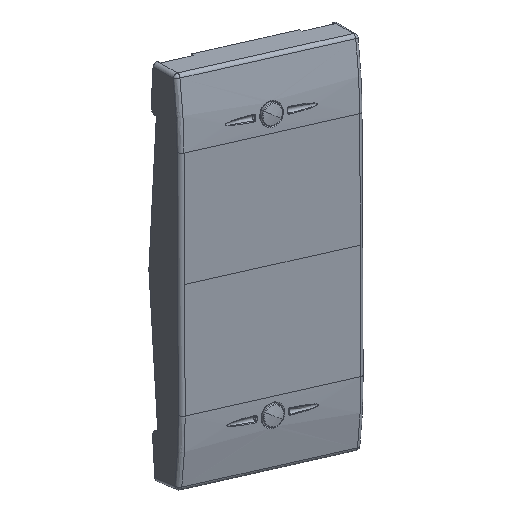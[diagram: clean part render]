
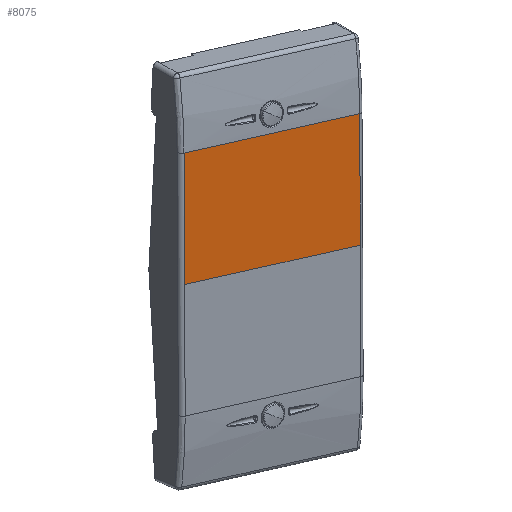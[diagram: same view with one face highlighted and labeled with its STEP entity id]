
A CAD part, top view. The second image highlights one B-rep face of the part: STEP entity #8075.
In plain terms, the highlighted face is planar.
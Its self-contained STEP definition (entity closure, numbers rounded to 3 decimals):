
#6244=CARTESIAN_POINT('Vertex',(-13.969,-10.53,8.875)) ;
#6251=CARTESIAN_POINT('Vertex',(0.,-10.53,8.875)) ;
#6254=CARTESIAN_POINT('Line Origine',(-0.249,-10.53,8.875)) ;
#7864=CARTESIAN_POINT('Vertex',(-13.969,10.53,8.875)) ;
#7867=CARTESIAN_POINT('Line Origine',(-0.249,10.53,8.875)) ;
#7871=CARTESIAN_POINT('Vertex',(0.,10.53,8.875)) ;
#8042=CARTESIAN_POINT('Axis2P3D Location',(-13.969,0.,8.875)) ;
#8047=CARTESIAN_POINT('Line Origine',(0.,0.,8.875)) ;
#8064=CARTESIAN_POINT('Line Origine',(-13.969,0.,8.875)) ;
#6255=DIRECTION('Vector Direction',(-1.,0.,0.)) ;
#7868=DIRECTION('Vector Direction',(-1.,0.,0.)) ;
#8043=DIRECTION('Axis2P3D Direction',(0.,0.,1.)) ;
#8044=DIRECTION('Axis2P3D XDirection',(1.,0.,0.)) ;
#8048=DIRECTION('Vector Direction',(0.,1.,0.)) ;
#8065=DIRECTION('Vector Direction',(0.,1.,0.)) ;
#8045=AXIS2_PLACEMENT_3D('Plane Axis2P3D',#8042,#8043,#8044) ;
#8070=ORIENTED_EDGE('',*,*,#7873,.T.) ;
#8071=ORIENTED_EDGE('',*,*,#8068,.F.) ;
#8072=ORIENTED_EDGE('',*,*,#6258,.T.) ;
#8073=ORIENTED_EDGE('',*,*,#8051,.T.) ;
#6256=VECTOR('Line Direction',#6255,1.) ;
#7869=VECTOR('Line Direction',#7868,1.) ;
#8049=VECTOR('Line Direction',#8048,1.) ;
#8066=VECTOR('Line Direction',#8065,1.) ;
#8075=ADVANCED_FACE('PartBody',(#8074),#8046,.T.) ;
#6258=EDGE_CURVE('',#6245,#6252,#6257,.F.) ;
#7873=EDGE_CURVE('',#7872,#7865,#7870,.T.) ;
#8051=EDGE_CURVE('',#6252,#7872,#8050,.T.) ;
#8068=EDGE_CURVE('',#6245,#7865,#8067,.T.) ;
#8069=EDGE_LOOP('',(#8070,#8071,#8072,#8073)) ;
#8074=FACE_OUTER_BOUND('',#8069,.T.) ;
#6257=LINE('Line',#6254,#6256) ;
#7870=LINE('Line',#7867,#7869) ;
#8050=LINE('Line',#8047,#8049) ;
#8067=LINE('Line',#8064,#8066) ;
#8046=PLANE('',#8045) ;
#6245=VERTEX_POINT('',#6244) ;
#6252=VERTEX_POINT('',#6251) ;
#7865=VERTEX_POINT('',#7864) ;
#7872=VERTEX_POINT('',#7871) ;
